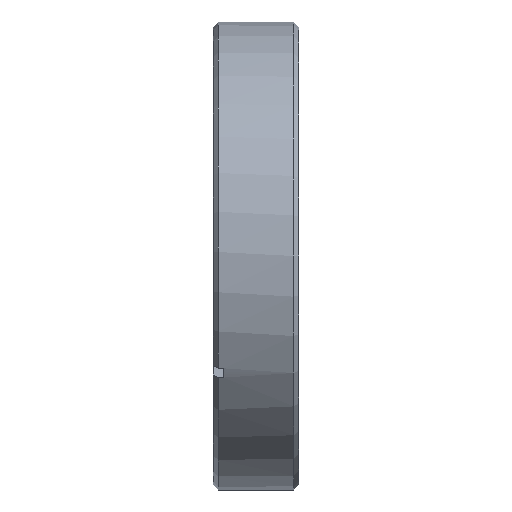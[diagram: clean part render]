
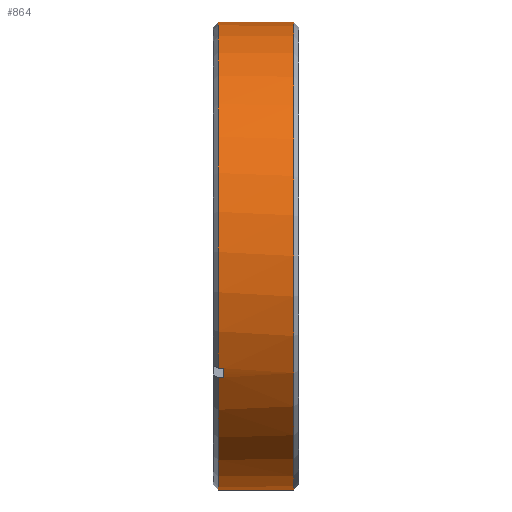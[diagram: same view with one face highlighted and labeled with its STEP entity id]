
A CAD part, front view. The second image highlights one B-rep face of the part: STEP entity #864.
In plain terms, the highlighted cylindrical face has radius 34.671 mm (diameter 69.342 mm), a partial arc.
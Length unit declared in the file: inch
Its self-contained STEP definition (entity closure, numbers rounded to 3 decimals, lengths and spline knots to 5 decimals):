
#18 = AXIS2_PLACEMENT_3D ( 'NONE', #818, #217, #476 ) ;
#49 = EDGE_CURVE ( 'NONE', #1793, #1784, #1953, .T. ) ;
#94 = CARTESIAN_POINT ( 'NONE',  ( 0.47, 0., 1.365 ) ) ;
#172 = ORIENTED_EDGE ( 'NONE', *, *, #2532, .T. ) ;
#195 = VERTEX_POINT ( 'NONE', #1172 ) ;
#217 = DIRECTION ( 'NONE',  ( -1., 0., 0. ) ) ;
#238 = CARTESIAN_POINT ( 'NONE',  ( 0.062, -1.16632, -0.70917 ) ) ;
#311 = CARTESIAN_POINT ( 'NONE',  ( 0.03, 0., 0. ) ) ;
#416 = CARTESIAN_POINT ( 'NONE',  ( 0.03, -1.19732, -0.65548 ) ) ;
#476 = DIRECTION ( 'NONE',  ( 0., 0., 1. ) ) ;
#486 = VECTOR ( 'NONE', #2653, 39.37008 ) ;
#514 = DIRECTION ( 'NONE',  ( -1., 0., 0. ) ) ;
#517 = ORIENTED_EDGE ( 'NONE', *, *, #49, .T. ) ;
#586 = VECTOR ( 'NONE', #514, 39.37008 ) ;
#606 = DIRECTION ( 'NONE',  ( -1., 0., 0. ) ) ;
#685 = DIRECTION ( 'NONE',  ( 1., 0., 0. ) ) ;
#699 = CYLINDRICAL_SURFACE ( 'NONE', #18, 1.365 ) ;
#742 = AXIS2_PLACEMENT_3D ( 'NONE', #2279, #2741, #1200 ) ;
#748 = EDGE_LOOP ( 'NONE', ( #2175, #1805, #172, #1278, #1054, #1183, #517, #937 ) ) ;
#818 = CARTESIAN_POINT ( 'NONE',  ( 0., 0., 0. ) ) ;
#849 = DIRECTION ( 'NONE',  ( -1., 0., 0. ) ) ;
#864 = ADVANCED_FACE ( 'NONE', ( #2656 ), #699, .T. ) ;
#881 = LINE ( 'NONE', #1741, #2427 ) ;
#888 = CARTESIAN_POINT ( 'NONE',  ( 0.062, -1.19732, -0.65548 ) ) ;
#901 = CARTESIAN_POINT ( 'NONE',  ( 0.03, 0., -1.365 ) ) ;
#902 = LINE ( 'NONE', #888, #486 ) ;
#923 = VERTEX_POINT ( 'NONE', #1418 ) ;
#934 = DIRECTION ( 'NONE',  ( 0., 0., -1. ) ) ;
#937 = ORIENTED_EDGE ( 'NONE', *, *, #2512, .T. ) ;
#1020 = AXIS2_PLACEMENT_3D ( 'NONE', #1789, #685, #934 ) ;
#1023 = VERTEX_POINT ( 'NONE', #94 ) ;
#1054 = ORIENTED_EDGE ( 'NONE', *, *, #1310, .F. ) ;
#1106 = CARTESIAN_POINT ( 'NONE',  ( 0.062, 0., 0. ) ) ;
#1114 = VERTEX_POINT ( 'NONE', #2398 ) ;
#1172 = CARTESIAN_POINT ( 'NONE',  ( 0.03, 0., 1.365 ) ) ;
#1183 = ORIENTED_EDGE ( 'NONE', *, *, #2346, .F. ) ;
#1200 = DIRECTION ( 'NONE',  ( 0., 0., 1. ) ) ;
#1272 = CIRCLE ( 'NONE', #2403, 1.365 ) ;
#1278 = ORIENTED_EDGE ( 'NONE', *, *, #2339, .T. ) ;
#1310 = EDGE_CURVE ( 'NONE', #1114, #2314, #902, .T. ) ;
#1418 = CARTESIAN_POINT ( 'NONE',  ( 0.47, 0., -1.365 ) ) ;
#1429 = CARTESIAN_POINT ( 'NONE',  ( 0., 0., 1.365 ) ) ;
#1495 = CARTESIAN_POINT ( 'NONE',  ( 0.03, -1.16632, -0.70917 ) ) ;
#1564 = DIRECTION ( 'NONE',  ( -1., 0., 0. ) ) ;
#1615 = CIRCLE ( 'NONE', #2593, 1.365 ) ;
#1618 = LINE ( 'NONE', #1429, #586 ) ;
#1741 = CARTESIAN_POINT ( 'NONE',  ( 0., 0., -1.365 ) ) ;
#1784 = VERTEX_POINT ( 'NONE', #1495 ) ;
#1789 = CARTESIAN_POINT ( 'NONE',  ( 0.03, 0., 0. ) ) ;
#1793 = VERTEX_POINT ( 'NONE', #238 ) ;
#1805 = ORIENTED_EDGE ( 'NONE', *, *, #2419, .T. ) ;
#1928 = EDGE_CURVE ( 'NONE', #923, #2806, #881, .T. ) ;
#1953 = LINE ( 'NONE', #2400, #2721 ) ;
#1973 = CIRCLE ( 'NONE', #742, 1.365 ) ;
#2073 = DIRECTION ( 'NONE',  ( 0., 0., -1. ) ) ;
#2175 = ORIENTED_EDGE ( 'NONE', *, *, #1928, .F. ) ;
#2225 = CIRCLE ( 'NONE', #1020, 1.365 ) ;
#2279 = CARTESIAN_POINT ( 'NONE',  ( 0.47, 0., 0. ) ) ;
#2307 = DIRECTION ( 'NONE',  ( 1., 0., 0. ) ) ;
#2314 = VERTEX_POINT ( 'NONE', #416 ) ;
#2339 = EDGE_CURVE ( 'NONE', #195, #2314, #2225, .T. ) ;
#2346 = EDGE_CURVE ( 'NONE', #1793, #1114, #1615, .T. ) ;
#2398 = CARTESIAN_POINT ( 'NONE',  ( 0.062, -1.19732, -0.65548 ) ) ;
#2400 = CARTESIAN_POINT ( 'NONE',  ( 0.062, -1.16632, -0.70917 ) ) ;
#2403 = AXIS2_PLACEMENT_3D ( 'NONE', #311, #2307, #2073 ) ;
#2419 = EDGE_CURVE ( 'NONE', #923, #1023, #1973, .T. ) ;
#2427 = VECTOR ( 'NONE', #849, 39.37008 ) ;
#2512 = EDGE_CURVE ( 'NONE', #1784, #2806, #1272, .T. ) ;
#2532 = EDGE_CURVE ( 'NONE', #1023, #195, #1618, .T. ) ;
#2593 = AXIS2_PLACEMENT_3D ( 'NONE', #1106, #1564, #2687 ) ;
#2653 = DIRECTION ( 'NONE',  ( -1., 0., 0. ) ) ;
#2656 = FACE_OUTER_BOUND ( 'NONE', #748, .T. ) ;
#2687 = DIRECTION ( 'NONE',  ( 0., 0., 1. ) ) ;
#2721 = VECTOR ( 'NONE', #606, 39.37008 ) ;
#2741 = DIRECTION ( 'NONE',  ( -1., 0., 0. ) ) ;
#2806 = VERTEX_POINT ( 'NONE', #901 ) ;
